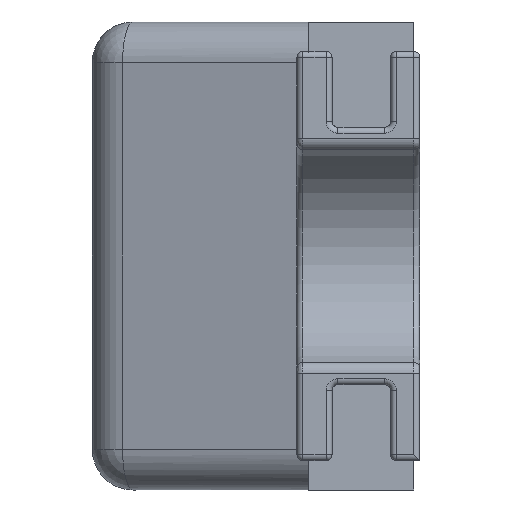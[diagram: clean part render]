
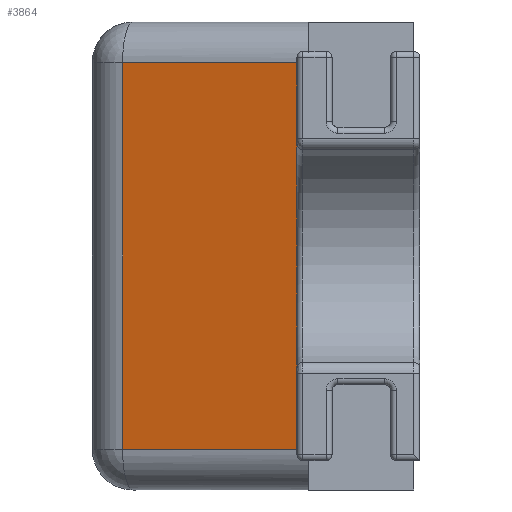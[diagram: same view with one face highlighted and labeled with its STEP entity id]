
A CAD part, left-side view. The second image highlights one B-rep face of the part: STEP entity #3864.
In plain terms, the highlighted planar face has unit normal (-0.966, 0.259, 0).
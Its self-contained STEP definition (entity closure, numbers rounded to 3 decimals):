
#862=FACE_OUTER_BOUND('',#1096,.T.);
#1096=EDGE_LOOP('',(#3533,#3534,#3535,#3536));
#1375=LINE('',#6735,#1648);
#1379=LINE('',#6746,#1652);
#1380=LINE('',#6748,#1653);
#1381=LINE('',#6749,#1654);
#1648=VECTOR('',#5554,1000.);
#1652=VECTOR('',#5566,1000.);
#1653=VECTOR('',#5567,1000.);
#1654=VECTOR('',#5568,1000.);
#1967=VERTEX_POINT('',#6732);
#1968=VERTEX_POINT('',#6734);
#1971=VERTEX_POINT('',#6745);
#1972=VERTEX_POINT('',#6747);
#2488=EDGE_CURVE('',#1968,#1967,#1375,.T.);
#2494=EDGE_CURVE('',#1967,#1971,#1379,.T.);
#2495=EDGE_CURVE('',#1971,#1972,#1380,.T.);
#2496=EDGE_CURVE('',#1972,#1968,#1381,.T.);
#3533=ORIENTED_EDGE('',*,*,#2494,.T.);
#3534=ORIENTED_EDGE('',*,*,#2495,.T.);
#3535=ORIENTED_EDGE('',*,*,#2496,.T.);
#3536=ORIENTED_EDGE('',*,*,#2488,.T.);
#3647=PLANE('',#4351);
#3864=ADVANCED_FACE('',(#862),#3647,.T.);
#4351=AXIS2_PLACEMENT_3D('',#6744,#5564,#5565);
#5554=DIRECTION('',(0.,0.,1.));
#5564=DIRECTION('center_axis',(-0.966,0.259,0.));
#5565=DIRECTION('ref_axis',(0.,0.,
-1.));
#5566=DIRECTION('',(0.259,0.966,0.));
#5567=DIRECTION('',(0.,0.,-1.));
#5568=DIRECTION('',(-0.259,-0.966,0.));
#6732=CARTESIAN_POINT('',(-0.55,0.18,0.33));
#6734=CARTESIAN_POINT('',(-0.55,0.18,-0.33));
#6735=CARTESIAN_POINT('',(-0.55,0.18,-0.4));
#6744=CARTESIAN_POINT('Origin',(-0.451,0.55,0.));
#6745=CARTESIAN_POINT('',(-0.465,0.498,0.33));
#6746=CARTESIAN_POINT('',(-0.451,0.55,0.33));
#6747=CARTESIAN_POINT('',(-0.465,0.498,-0.33));
#6748=CARTESIAN_POINT('',(-0.465,0.498,0.));
#6749=CARTESIAN_POINT('',(-0.55,0.18,-0.33));
